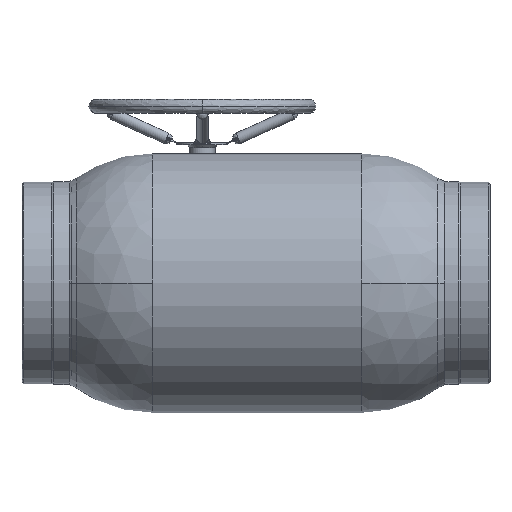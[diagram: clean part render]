
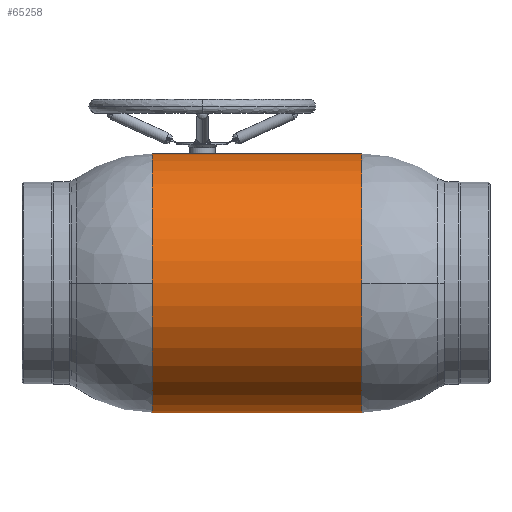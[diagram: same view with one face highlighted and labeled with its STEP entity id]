
A CAD part, front view. The second image highlights one B-rep face of the part: STEP entity #65258.
In plain terms, the highlighted cylindrical face has radius 228.5 mm (diameter 457 mm), a partial arc.
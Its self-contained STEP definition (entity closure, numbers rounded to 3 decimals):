
#631 = CARTESIAN_POINT ( 'NONE',  ( -184.704, -228.5, 0. ) ) ;
#673 = CARTESIAN_POINT ( 'NONE',  ( -184.704, 0., 228.5 ) ) ;
#684 = CARTESIAN_POINT ( 'NONE',  ( -184.704, 0., -228.5 ) ) ;
#695 = CARTESIAN_POINT ( 'NONE',  ( 184.704, 0., 228.5 ) ) ;
#700 = CARTESIAN_POINT ( 'NONE',  ( 184.704, -228.5, 0. ) ) ;
#2484 = EDGE_CURVE ( 'NONE', #17196, #7930, #38353, .T. ) ;
#2498 = EDGE_CURVE ( 'NONE', #7956, #7907, #39247, .T. ) ;
#2499 = EDGE_CURVE ( 'NONE', #7930, #7781, #36426, .T. ) ;
#2592 = EDGE_CURVE ( 'NONE', #7781, #7907, #39006, .T. ) ;
#2606 = EDGE_CURVE ( 'NONE', #17196, #7967, #39045, .T. ) ;
#2669 = EDGE_CURVE ( 'NONE', #7967, #7956, #39151, .T. ) ;
#7781 = VERTEX_POINT ( 'NONE', #631 ) ;
#7907 = VERTEX_POINT ( 'NONE', #673 ) ;
#7930 = VERTEX_POINT ( 'NONE', #684 ) ;
#7956 = VERTEX_POINT ( 'NONE', #695 ) ;
#7967 = VERTEX_POINT ( 'NONE', #700 ) ;
#9700 = ORIENTED_EDGE ( 'NONE', *, *, #2484, .F. ) ;
#9702 = ORIENTED_EDGE ( 'NONE', *, *, #2606, .T. ) ;
#9704 = ORIENTED_EDGE ( 'NONE', *, *, #2669, .T. ) ;
#9706 = ORIENTED_EDGE ( 'NONE', *, *, #2498, .T. ) ;
#9708 = ORIENTED_EDGE ( 'NONE', *, *, #2592, .F. ) ;
#9710 = ORIENTED_EDGE ( 'NONE', *, *, #2499, .F. ) ;
#10251 = EDGE_LOOP ( 'NONE', ( #9700, #9702, #9704, #9706, #9708, #9710 ) ) ;
#17196 = VERTEX_POINT ( 'NONE', #27359 ) ;
#27359 = CARTESIAN_POINT ( 'NONE',  ( 184.704, 0., -228.5 ) ) ;
#35696 = AXIS2_PLACEMENT_3D ( 'NONE', #38097, #38123, #38125 ) ;
#36408 = VECTOR ( 'NONE', #39209, 1000. ) ;
#36426 = CIRCLE ( 'NONE', #36432, 228.5 ) ;
#36428 = VECTOR ( 'NONE', #39274, 1000. ) ;
#36432 = AXIS2_PLACEMENT_3D ( 'NONE', #39278, #39279, #39280 ) ;
#38057 = FACE_OUTER_BOUND ( 'NONE', #10251, .T. ) ;
#38094 = CYLINDRICAL_SURFACE ( 'NONE', #35696, 228.5 ) ;
#38097 = CARTESIAN_POINT ( 'NONE',  ( -81.012, 0., 0. ) ) ;
#38123 = DIRECTION ( 'NONE',  ( -1., 0., 0. ) ) ;
#38125 = DIRECTION ( 'NONE',  ( 0., 0., 1. ) ) ;
#38353 = LINE ( 'NONE', #39204, #36408 ) ;
#39006 = CIRCLE ( 'NONE', #39011, 228.5 ) ;
#39011 = AXIS2_PLACEMENT_3D ( 'NONE', #39749, #39750, #39751 ) ;
#39045 = CIRCLE ( 'NONE', #39049, 228.5 ) ;
#39049 = AXIS2_PLACEMENT_3D ( 'NONE', #39825, #39826, #39827 ) ;
#39151 = CIRCLE ( 'NONE', #39155, 228.5 ) ;
#39155 = AXIS2_PLACEMENT_3D ( 'NONE', #40482, #40484, #40486 ) ;
#39204 = CARTESIAN_POINT ( 'NONE',  ( -81.012, 0., -228.5 ) ) ;
#39209 = DIRECTION ( 'NONE',  ( -1., 0., 0. ) ) ;
#39247 = LINE ( 'NONE', #39257, #36428 ) ;
#39257 = CARTESIAN_POINT ( 'NONE',  ( -81.012, 0., 228.5 ) ) ;
#39274 = DIRECTION ( 'NONE',  ( -1., 0., 0. ) ) ;
#39278 = CARTESIAN_POINT ( 'NONE',  ( -184.704, 0., 0. ) ) ;
#39279 = DIRECTION ( 'NONE',  ( -1., 0., 0. ) ) ;
#39280 = DIRECTION ( 'NONE',  ( 0., 0., 1. ) ) ;
#39749 = CARTESIAN_POINT ( 'NONE',  ( -184.704, 0., 0. ) ) ;
#39750 = DIRECTION ( 'NONE',  ( -1., 0., 0. ) ) ;
#39751 = DIRECTION ( 'NONE',  ( 0., 0., 1. ) ) ;
#39825 = CARTESIAN_POINT ( 'NONE',  ( 184.704, 0., 0. ) ) ;
#39826 = DIRECTION ( 'NONE',  ( -1., 0., 0. ) ) ;
#39827 = DIRECTION ( 'NONE',  ( 0., 0., 1. ) ) ;
#40482 = CARTESIAN_POINT ( 'NONE',  ( 184.704, 0., 0. ) ) ;
#40484 = DIRECTION ( 'NONE',  ( -1., 0., 0. ) ) ;
#40486 = DIRECTION ( 'NONE',  ( 0., 0., 1. ) ) ;
#65258 = ADVANCED_FACE ( 'NONE', ( #38057 ), #38094, .T. ) ;
